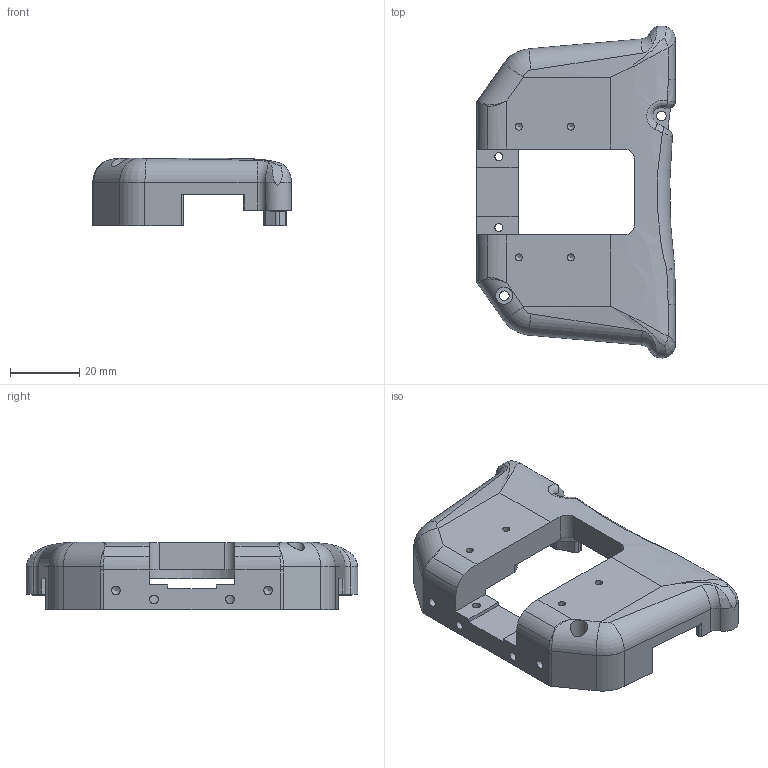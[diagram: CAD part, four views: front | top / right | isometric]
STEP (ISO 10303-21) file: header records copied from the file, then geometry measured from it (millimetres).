
FILE_DESCRIPTION(/* description */ ('STEP AP242','CAx-IF Rec.Pracs.---Representation and Presentation of Product Manufacturing Information (PMI)---4.0---2014-10-13','CAx-IF Rec.Pracs.---3D Tessellated Geometry---0.4---2014-09-14','2;1'),/* implementation_level */ '2;1');
FILE_NAME(/* name */ 'PincOpen - Top_Plate',/* time_stamp */ '2025-03-10T14:50:42Z',/* author */ (''),/* organization */ (''),/* preprocessor_version */ 'ST-DEVELOPER v20',/* originating_system */ 'ONSHAPE BY PTC INC, 1.194',/* authorisation */ ' ');
FILE_SCHEMA (('AP242_MANAGED_MODEL_BASED_3D_ENGINEERING_MIM_LF { 1 0 10303 442 1 1 4 }'));
Length unit declared in the file: metre
Products named in the file (1): Top_Plate
Bounding box: 57.49 x 96 x 19.5 mm (x, y, z)
Volume: 41721.9 mm3; surface area: 14907.8 mm2
Topology: 1 solids, 1 shells, 194 faces, 551 edges, 362 vertices
Faces by surface type: cylinder 91, plane 62, bspline 26, cone 10, torus 5
Full cylindrical faces by diameter (mm): 2.05 x6, 2.3 x2, 2.5 x4, 2.8 x2, 3 x4, 4.2 x4, 5 x3
Entity records: 7119 total; most frequent: CARTESIAN_POINT 2400, ORIENTED_EDGE 974, DIRECTION 928, EDGE_CURVE 487, AXIS2_PLACEMENT_3D 352, VERTEX_POINT 347, FACE_BOUND 260, EDGE_LOOP 250
